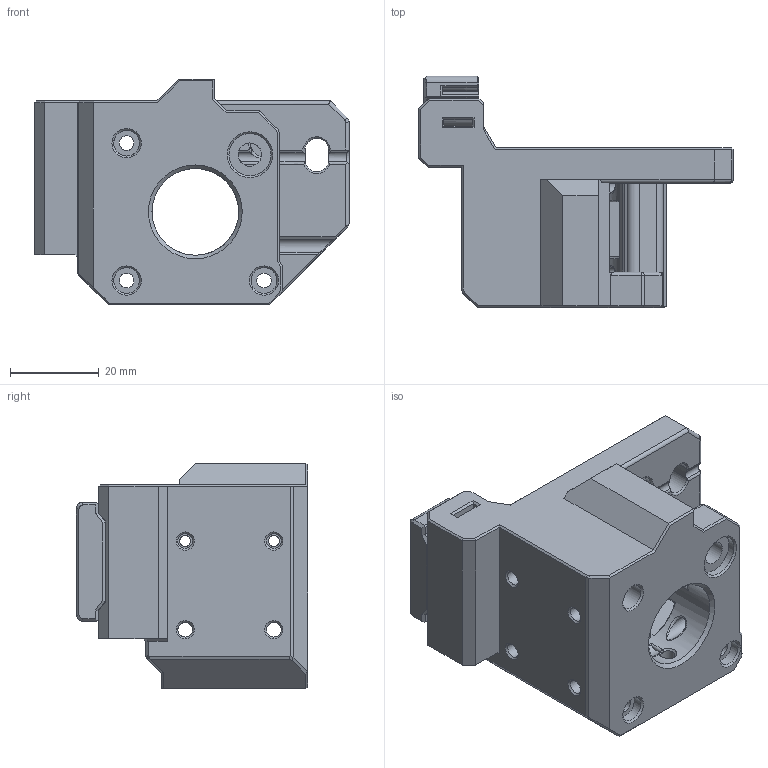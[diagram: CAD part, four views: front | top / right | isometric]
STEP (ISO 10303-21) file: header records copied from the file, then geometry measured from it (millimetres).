
FILE_DESCRIPTION(/* description */ (''),/* implementation_level */ '2;1');
FILE_NAME(/* name */ 'AC X Mount Left - Ext Z - SUP.step',/* time_stamp */ '2024-07-23T00:16:21Z',/* author */ (''),/* organization */ (''),/* preprocessor_version */ 'ST-DEVELOPER v20',/* originating_system */ 'Autodesk Translation Framework v13.14.0.145',/* authorisation */ '');
FILE_SCHEMA (('AUTOMOTIVE_DESIGN { 1 0 10303 214 3 1 1 }'));
Length unit declared in the file: millimetre
Products named in the file (1): (Unsaved)
Bounding box: 70.91 x 52.22 x 50.97 mm (x, y, z)
Volume: 59972.1 mm3; surface area: 21023.6 mm2
Topology: 2 solids, 2 shells, 482 faces, 1374 edges, 889 vertices
Faces by surface type: plane 288, cylinder 99, bspline 59, cone 32, torus 3, sphere 1
Full cylindrical faces by diameter (mm): 2.5 x2, 3.3 x11, 3.5 x1, 5.3 x1, 5.8 x6, 6.2 x3, 9.5 x1, 19.567 x1, 22.731 x1
Entity records: 19744 total; most frequent: CARTESIAN_POINT 7578, ORIENTED_EDGE 2748, DIRECTION 2214, EDGE_CURVE 1374, VERTEX_POINT 889, LINE 852, VECTOR 852, AXIS2_PLACEMENT_3D 681
